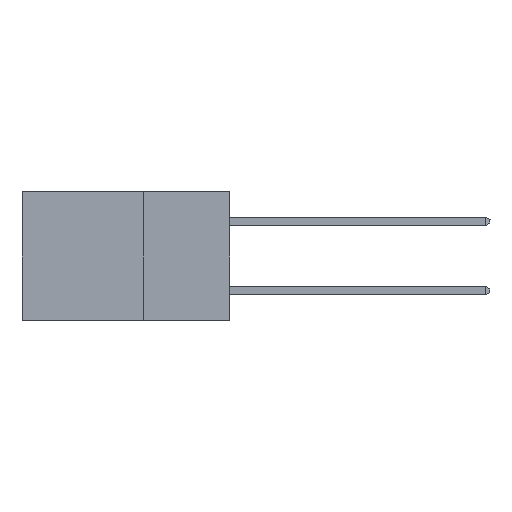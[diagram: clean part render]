
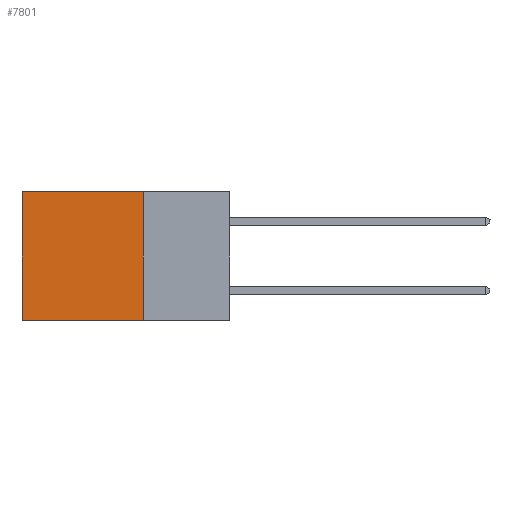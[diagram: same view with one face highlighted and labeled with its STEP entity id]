
A CAD part, left-side view. The second image highlights one B-rep face of the part: STEP entity #7801.
In plain terms, the highlighted planar face has unit normal (-1, 0, 0).
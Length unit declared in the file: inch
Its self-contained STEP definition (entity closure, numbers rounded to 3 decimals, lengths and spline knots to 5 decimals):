
#155 = VERTEX_POINT ( 'NONE', #10664 ) ;
#854 = VECTOR ( 'NONE', #3454, 39.37008 ) ;
#1627 = CARTESIAN_POINT ( 'NONE',  ( 0.2615, 0.25, 0. ) ) ;
#1895 = VERTEX_POINT ( 'NONE', #6383 ) ;
#3454 = DIRECTION ( 'NONE',  ( 0., 1., 0. ) ) ;
#3518 = EDGE_CURVE ( 'NONE', #5696, #1895, #21776, .T. ) ;
#4049 = CARTESIAN_POINT ( 'NONE',  ( 0.2615, 0.25, -0.37 ) ) ;
#4361 = DIRECTION ( 'NONE',  ( 0., 1., 0. ) ) ;
#4483 = LINE ( 'NONE', #21004, #4796 ) ;
#4796 = VECTOR ( 'NONE', #4361, 39.37008 ) ;
#4959 = LINE ( 'NONE', #13940, #11920 ) ;
#5696 = VERTEX_POINT ( 'NONE', #6774 ) ;
#6383 = CARTESIAN_POINT ( 'NONE',  ( 0.2615, 0.6, -0.37 ) ) ;
#6642 = DIRECTION ( 'NONE',  ( 0., 0., -1. ) ) ;
#6774 = CARTESIAN_POINT ( 'NONE',  ( 0.2615, 0.6, 0. ) ) ;
#7083 = EDGE_LOOP ( 'NONE', ( #7213, #22439, #11815, #20308 ) ) ;
#7213 = ORIENTED_EDGE ( 'NONE', *, *, #3518, .T. ) ;
#7389 = EDGE_CURVE ( 'NONE', #155, #5696, #18053, .T. ) ;
#7801 = ADVANCED_FACE ( 'NONE', ( #12925 ), #18654, .F. ) ;
#8830 = VERTEX_POINT ( 'NONE', #22823 ) ;
#9087 = EDGE_CURVE ( 'NONE', #155, #8830, #4959, .T. ) ;
#10664 = CARTESIAN_POINT ( 'NONE',  ( 0.2615, 0.25, 0. ) ) ;
#11466 = DIRECTION ( 'NONE',  ( 0., 0., -1. ) ) ;
#11615 = AXIS2_PLACEMENT_3D ( 'NONE', #4049, #14868, #11466 ) ;
#11815 = ORIENTED_EDGE ( 'NONE', *, *, #9087, .F. ) ;
#11920 = VECTOR ( 'NONE', #6642, 39.37008 ) ;
#12925 = FACE_OUTER_BOUND ( 'NONE', #7083, .T. ) ;
#13940 = CARTESIAN_POINT ( 'NONE',  ( 0.2615, 0.25, -0.37 ) ) ;
#14868 = DIRECTION ( 'NONE',  ( 1., 0., 0. ) ) ;
#16781 = VECTOR ( 'NONE', #20077, 39.37008 ) ;
#17781 = CARTESIAN_POINT ( 'NONE',  ( 0.2615, 0.6, -0.37 ) ) ;
#18053 = LINE ( 'NONE', #1627, #854 ) ;
#18654 = PLANE ( 'NONE',  #11615 ) ;
#20077 = DIRECTION ( 'NONE',  ( 0., 0., -1. ) ) ;
#20308 = ORIENTED_EDGE ( 'NONE', *, *, #7389, .T. ) ;
#21004 = CARTESIAN_POINT ( 'NONE',  ( 0.2615, 0.25, -0.37 ) ) ;
#21776 = LINE ( 'NONE', #17781, #16781 ) ;
#22439 = ORIENTED_EDGE ( 'NONE', *, *, #23956, .F. ) ;
#22823 = CARTESIAN_POINT ( 'NONE',  ( 0.2615, 0.25, -0.37 ) ) ;
#23956 = EDGE_CURVE ( 'NONE', #8830, #1895, #4483, .T. ) ;
